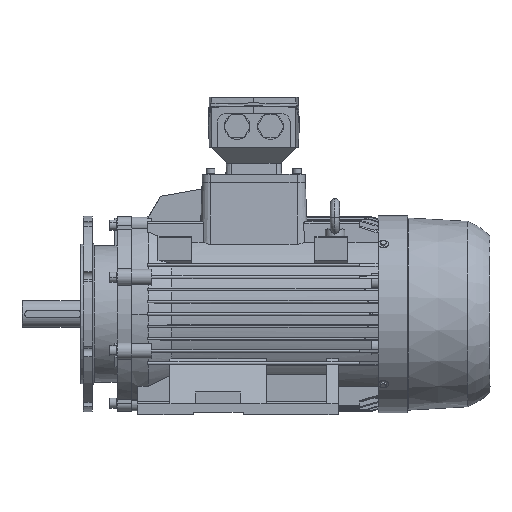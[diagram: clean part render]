
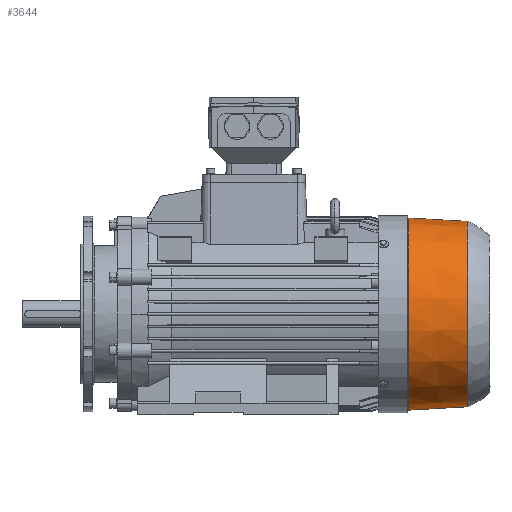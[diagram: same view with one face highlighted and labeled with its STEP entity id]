
A CAD part, front view. The second image highlights one B-rep face of the part: STEP entity #3644.
In plain terms, the highlighted conical face has half-angle 3.225 degrees and reference radius 169 mm.
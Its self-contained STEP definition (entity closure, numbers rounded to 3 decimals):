
#3644=ADVANCED_FACE('',(#8553),#8554,.T.);
#8553=FACE_OUTER_BOUND('',#15518,.T.);
#8554=CONICAL_SURFACE('',#15519,169.0,0.056);
#15518=EDGE_LOOP('',(#24444,#24445,#24446,#24447));
#15519=AXIS2_PLACEMENT_3D('',#24448,#24449,#24450);
#24444=ORIENTED_EDGE('',*,*,#43239,.F.);
#24445=ORIENTED_EDGE('',*,*,#43240,.T.);
#24446=ORIENTED_EDGE('',*,*,#43241,.F.);
#24447=ORIENTED_EDGE('',*,*,#43242,.F.);
#24448=CARTESIAN_POINT('',(548.25,0.0,0.0));
#24449=DIRECTION('',(-1.0,-0.0,0.0));
#24450=DIRECTION('',(0.0,0.0,1.0));
#43239=EDGE_CURVE('',#51983,#51977,#51984,.T.);
#43240=EDGE_CURVE('',#51983,#51985,#51986,.T.);
#43241=EDGE_CURVE('',#51974,#51985,#51987,.T.);
#43242=EDGE_CURVE('',#51977,#51974,#51988,.T.);
#51974=VERTEX_POINT('',#65393);
#51977=VERTEX_POINT('',#65396);
#51983=VERTEX_POINT('',#65402);
#51984=LINE('',#65403,#65404);
#51985=VERTEX_POINT('',#65405);
#51986=CIRCLE('',#65406,172.0);
#51987=LINE('',#65407,#65408);
#51988=CIRCLE('',#65409,166.0);
#65393=CARTESIAN_POINT('',(601.5,0.,-166.0));
#65396=CARTESIAN_POINT('',(601.5,0.0,166.0));
#65402=CARTESIAN_POINT('',(495.0,0.0,172.0));
#65403=CARTESIAN_POINT('',(548.25,0.,169.0));
#65404=VECTOR('',#84898,1.0);
#65405=CARTESIAN_POINT('',(495.0,0.,-172.0));
#65406=AXIS2_PLACEMENT_3D('',#84899,#84900,#84901);
#65407=CARTESIAN_POINT('',(548.25,0.,-169.0));
#65408=VECTOR('',#84902,1.0);
#65409=AXIS2_PLACEMENT_3D('',#84903,#84904,#84905);
#84898=DIRECTION('',(0.998,0.,-0.056));
#84899=CARTESIAN_POINT('',(495.0,0.0,0.0));
#84900=DIRECTION('',(1.0,0.0,-0.0));
#84901=DIRECTION('',(0.0,0.0,1.0));
#84902=DIRECTION('',(-0.998,0.,-0.056));
#84903=CARTESIAN_POINT('',(601.5,0.0,0.0));
#84904=DIRECTION('',(1.0,0.0,-0.0));
#84905=DIRECTION('',(0.0,0.0,1.0));
